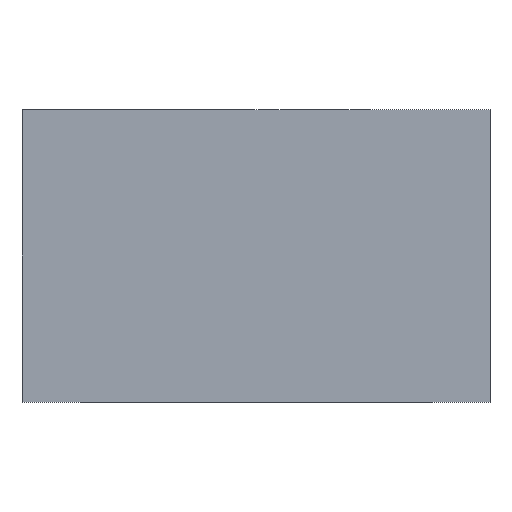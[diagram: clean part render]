
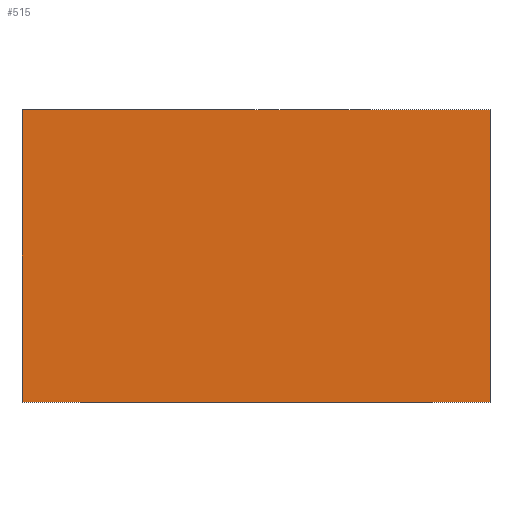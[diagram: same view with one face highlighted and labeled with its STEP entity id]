
A CAD part, front view. The second image highlights one B-rep face of the part: STEP entity #515.
In plain terms, the highlighted planar face has unit normal (0, -1, 0).
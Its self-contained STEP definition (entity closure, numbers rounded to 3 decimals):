
#358=CARTESIAN_POINT('POINT27',(40.,-40.,-20.));
#359=VERTEX_POINT('VERTEX27',#358);
#360=CARTESIAN_POINT('POINT28',(40.,-40.,30.));
#361=VERTEX_POINT('VERTEX28',#360);
#362=CARTESIAN_POINT('POS43',(40.,-40.,0.));
#363=DIRECTION('DIR55',(0.,0.,-1.));
#364=VECTOR('VEC31',#363,1.);
#365=LINE('STRAIGHT31',#362,#364);
#366=EDGE_CURVE('EDGE37',#359,#361,#365,.F.);
#457=CARTESIAN_POINT('POINT33',(-40.,-40.,30.));
#458=VERTEX_POINT('VERTEX33',#457);
#459=CARTESIAN_POINT('POS54',(0.,-40.,30.));
#460=DIRECTION('DIR68',(1.,0.,0.));
#461=VECTOR('VEC40',#460,1.);
#462=LINE('STRAIGHT40',#459,#461);
#463=EDGE_CURVE('EDGE47',#458,#361,#462,.T.);
#492=CARTESIAN_POINT('POINT35',(-40.,-40.,-20.));
#493=VERTEX_POINT('VERTEX35',#492);
#494=CARTESIAN_POINT('POS58',(-40.,-40.,10.));
#495=DIRECTION('DIR73',(0.,0.,-1.));
#496=VECTOR('VEC43',#495,1.);
#497=LINE('STRAIGHT43',#494,#496);
#498=EDGE_CURVE('EDGE50',#458,#493,#497,.T.);
#499=ORIENTED_EDGE('COEDGE87',*,*,#498,.T.);
#500=CARTESIAN_POINT('POS59',(0.,-40.,-20.));
#501=DIRECTION('DIR74',(-1.,0.,0.));
#502=VECTOR('VEC44',#501,1.);
#503=LINE('STRAIGHT44',#500,#502);
#504=EDGE_CURVE('EDGE51',#359,#493,#503,.T.);
#505=ORIENTED_EDGE('COEDGE88',*,*,#504,.F.);
#506=ORIENTED_EDGE('COEDGE89',*,*,#366,.T.);
#507=ORIENTED_EDGE('COEDGE90',*,*,#463,.F.);
#508=EDGE_LOOP('NONE',(#499,#505,#506,#507));
#509=FACE_BOUND('LOOP1',#508,.T.);
#510=CARTESIAN_POINT('POS60',(0.,-40.,0.));
#511=DIRECTION('DIR75',(0.,1.,0.));
#512=DIRECTION('DIR76',(1.,0.,0.));
#513=AXIS2_PLACEMENT_3D('AXIS16',#510,#511,#512);
#514=PLANE('PLANE12',#513);
#515=ADVANCED_FACE('FACE16',(#509),#514,.F.);
